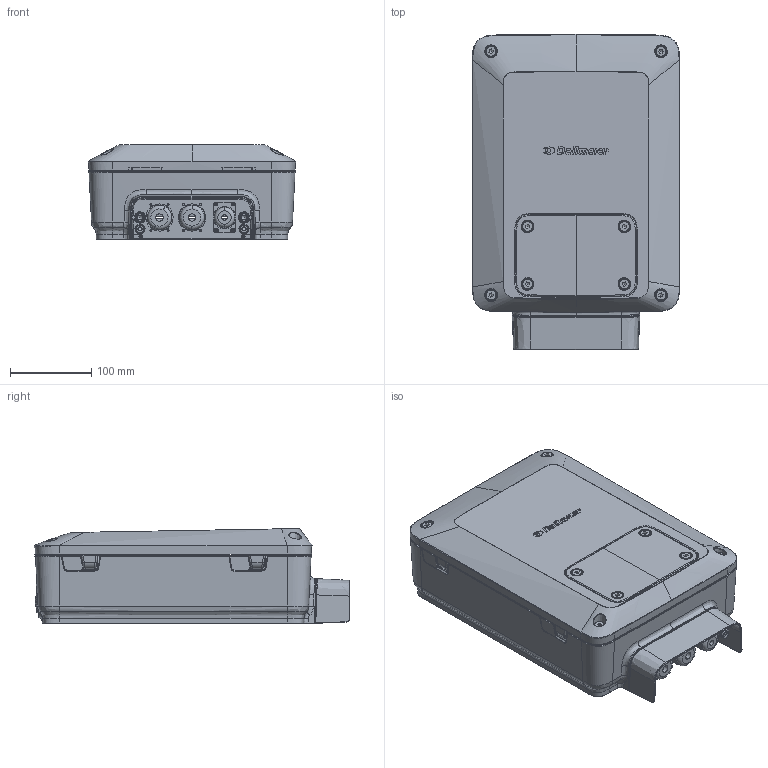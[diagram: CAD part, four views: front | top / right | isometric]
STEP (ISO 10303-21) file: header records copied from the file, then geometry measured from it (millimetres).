
FILE_DESCRIPTION (( 'STEP AP214' ), '1' );
FILE_NAME ('Mountera_Box.STEP', '2025-04-02T11:33:53', ( '' ), ( '' ), 'SwSTEP 2.0', 'SolidWorks 2024', '' );
FILE_SCHEMA (( 'AUTOMOTIVE_DESIGN' ));
Length unit declared in the file: millimetre
Products named in the file (1): Mountera_Box
Bounding box: 254.94 x 387.99 x 116.81 mm (x, y, z)
Surface area: 375851.9 mm2 (no closed solid volume)
Topology: 0 solids, 76 shells, 1210 faces, 4452 edges, 3210 vertices
Faces by surface type: bspline 374, plane 289, cylinder 288, torus 131, cone 113, sphere 15
Full cylindrical faces by diameter (mm): 2.5 x6, 5 x2, 5.5 x2, 8 x1, 10 x4, 13 x6, 27.5 x1, 28 x5, 30 x2, 33.4 x2
Entity records: 110550 total; most frequent: CARTESIAN_POINT 65741, ORIENTED_EDGE 6380, DIRECTION 5216, EDGE_CURVE 4300, VERTEX_POINT 3175, AXIS2_PLACEMENT_3D 1952, B_SPLINE_CURVE_WITH_KNOTS 1627, EDGE_LOOP 1407
